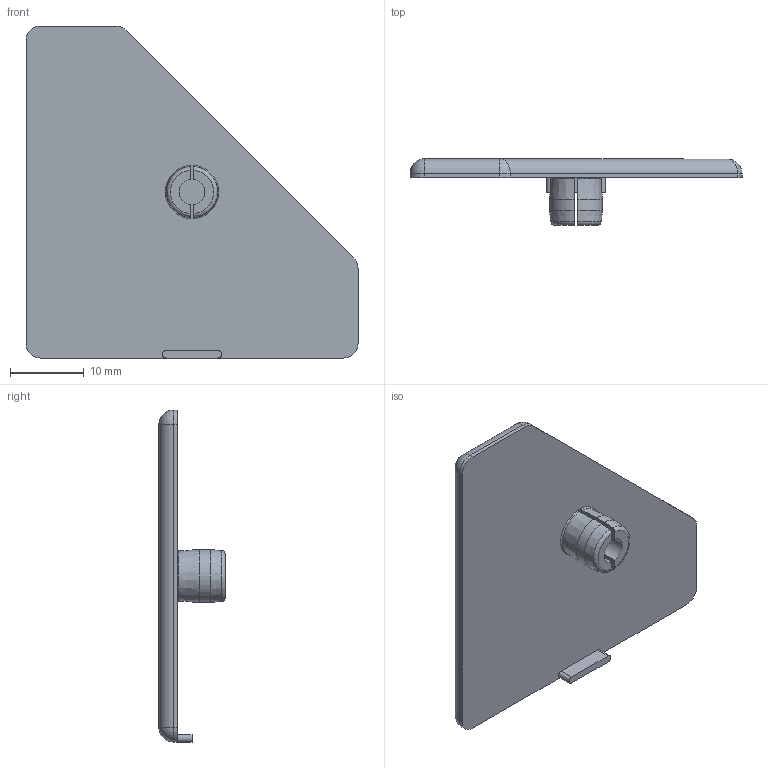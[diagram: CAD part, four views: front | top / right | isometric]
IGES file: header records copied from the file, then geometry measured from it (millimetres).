
Global section: file name: 224503.stp.ipt; native system: Autodesk Inventor 2014; preprocessor: unknown; author: zeman; date: 20151020.095820; units: millimetre
Bounding box: 45 x 8.99 x 45 mm (x, y, z)
Volume: 3836 mm3; surface area: 3556 mm2
Topology: 1 solids, 1 shells, 44 faces, 110 edges, 65 vertices
Faces by surface type: cylinder 14, plane 13, revolution 8, sphere 5, cone 4
